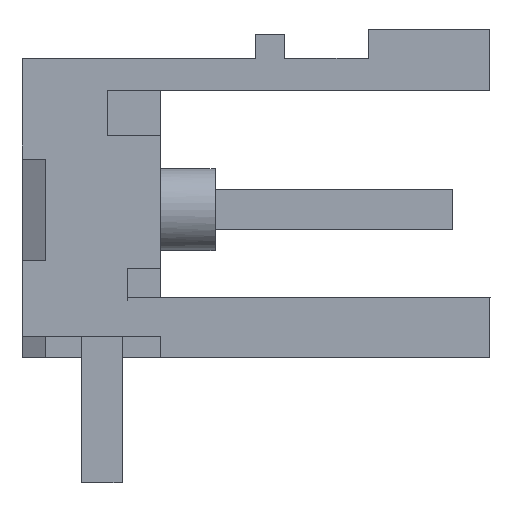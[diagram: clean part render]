
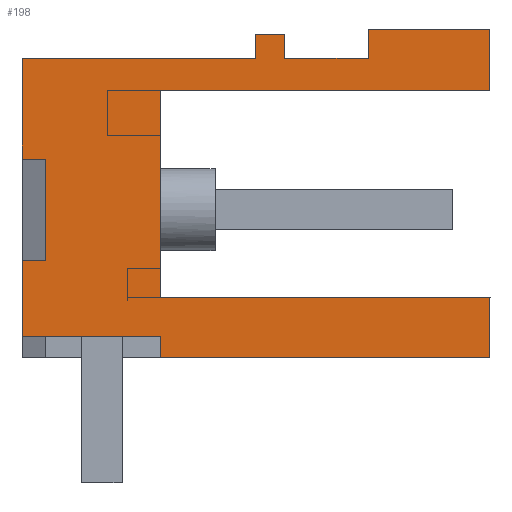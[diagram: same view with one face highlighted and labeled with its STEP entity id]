
A CAD part, left-side view. The second image highlights one B-rep face of the part: STEP entity #198.
In plain terms, the highlighted planar face has unit normal (-1, 0, 0).
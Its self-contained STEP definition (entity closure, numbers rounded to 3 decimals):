
#34=AXIS2_PLACEMENT_3D('Plane Axis2P3D',#31,#32,#33) ;
#31=CARTESIAN_POINT('Axis2P3D Location',(0.,12.,1.7)) ;
#36=CARTESIAN_POINT('Line Origine',(0.,12.,4.725)) ;
#40=CARTESIAN_POINT('Vertex',(0.,12.,5.7)) ;
#42=CARTESIAN_POINT('Vertex',(0.,12.,3.75)) ;
#45=CARTESIAN_POINT('Line Origine',(0.,10.225,3.75)) ;
#49=CARTESIAN_POINT('Vertex',(0.,8.45,3.75)) ;
#52=CARTESIAN_POINT('Line Origine',(0.,8.45,3.475)) ;
#56=CARTESIAN_POINT('Vertex',(0.,8.45,3.2)) ;
#59=CARTESIAN_POINT('Line Origine',(0.,4.225,3.2)) ;
#63=CARTESIAN_POINT('Vertex',(0.,0.,3.2)) ;
#66=CARTESIAN_POINT('Line Origine',(0.,0.,3.975)) ;
#70=CARTESIAN_POINT('Vertex',(0.,0.,4.75)) ;
#73=CARTESIAN_POINT('Line Origine',(0.,4.225,4.75)) ;
#77=CARTESIAN_POINT('Vertex',(0.,8.45,4.75)) ;
#80=CARTESIAN_POINT('Line Origine',(0.,8.45,7.407)) ;
#84=CARTESIAN_POINT('Vertex',(0.,8.45,10.063)) ;
#87=CARTESIAN_POINT('Line Origine',(0.,4.225,10.063)) ;
#91=CARTESIAN_POINT('Vertex',(0.,0.,10.063)) ;
#94=CARTESIAN_POINT('Line Origine',(0.,0.,10.846)) ;
#98=CARTESIAN_POINT('Vertex',(0.,0.,11.63)) ;
#101=CARTESIAN_POINT('Line Origine',(0.,1.56,11.63)) ;
#105=CARTESIAN_POINT('Vertex',(0.,3.12,11.63)) ;
#108=CARTESIAN_POINT('Line Origine',(0.,3.12,11.255)) ;
#112=CARTESIAN_POINT('Vertex',(0.,3.12,10.88)) ;
#115=CARTESIAN_POINT('Line Origine',(0.,4.195,10.88)) ;
#119=CARTESIAN_POINT('Vertex',(0.,5.27,10.88)) ;
#122=CARTESIAN_POINT('Line Origine',(0.,5.27,11.19)) ;
#126=CARTESIAN_POINT('Vertex',(0.,5.27,11.5)) ;
#129=CARTESIAN_POINT('Line Origine',(0.,5.645,11.5)) ;
#133=CARTESIAN_POINT('Vertex',(0.,6.02,11.5)) ;
#136=CARTESIAN_POINT('Line Origine',(0.,6.02,11.19)) ;
#140=CARTESIAN_POINT('Vertex',(0.,6.02,10.88)) ;
#143=CARTESIAN_POINT('Line Origine',(0.,9.01,10.88)) ;
#147=CARTESIAN_POINT('Vertex',(0.,12.,10.88)) ;
#150=CARTESIAN_POINT('Line Origine',(0.,12.,9.59)) ;
#154=CARTESIAN_POINT('Vertex',(0.,12.,8.3)) ;
#157=CARTESIAN_POINT('Line Origine',(0.,11.7,8.3)) ;
#161=CARTESIAN_POINT('Vertex',(0.,11.4,8.3)) ;
#164=CARTESIAN_POINT('Line Origine',(0.,11.4,7.)) ;
#168=CARTESIAN_POINT('Vertex',(0.,11.4,5.7)) ;
#171=CARTESIAN_POINT('Line Origine',(0.,11.7,5.7)) ;
#32=DIRECTION('Axis2P3D Direction',(-1.,0.,0.)) ;
#33=DIRECTION('Axis2P3D XDirection',(0.,-1.,0.)) ;
#37=DIRECTION('Vector Direction',(0.,0.,1.)) ;
#46=DIRECTION('Vector Direction',(0.,-1.,0.)) ;
#53=DIRECTION('Vector Direction',(0.,0.,1.)) ;
#60=DIRECTION('Vector Direction',(0.,-1.,0.)) ;
#67=DIRECTION('Vector Direction',(0.,0.,1.)) ;
#74=DIRECTION('Vector Direction',(0.,1.,0.)) ;
#81=DIRECTION('Vector Direction',(0.,0.,1.)) ;
#88=DIRECTION('Vector Direction',(0.,1.,0.)) ;
#95=DIRECTION('Vector Direction',(0.,0.,-1.)) ;
#102=DIRECTION('Vector Direction',(0.,1.,0.)) ;
#109=DIRECTION('Vector Direction',(0.,0.,1.)) ;
#116=DIRECTION('Vector Direction',(0.,1.,0.)) ;
#123=DIRECTION('Vector Direction',(0.,0.,1.)) ;
#130=DIRECTION('Vector Direction',(0.,-1.,0.)) ;
#137=DIRECTION('Vector Direction',(0.,0.,1.)) ;
#144=DIRECTION('Vector Direction',(0.,-1.,0.)) ;
#151=DIRECTION('Vector Direction',(0.,0.,1.)) ;
#158=DIRECTION('Vector Direction',(0.,1.,0.)) ;
#165=DIRECTION('Vector Direction',(0.,0.,1.)) ;
#172=DIRECTION('Vector Direction',(0.,-1.,0.)) ;
#38=VECTOR('Line Direction',#37,1.) ;
#47=VECTOR('Line Direction',#46,1.) ;
#54=VECTOR('Line Direction',#53,1.) ;
#61=VECTOR('Line Direction',#60,1.) ;
#68=VECTOR('Line Direction',#67,1.) ;
#75=VECTOR('Line Direction',#74,1.) ;
#82=VECTOR('Line Direction',#81,1.) ;
#89=VECTOR('Line Direction',#88,1.) ;
#96=VECTOR('Line Direction',#95,1.) ;
#103=VECTOR('Line Direction',#102,1.) ;
#110=VECTOR('Line Direction',#109,1.) ;
#117=VECTOR('Line Direction',#116,1.) ;
#124=VECTOR('Line Direction',#123,1.) ;
#131=VECTOR('Line Direction',#130,1.) ;
#138=VECTOR('Line Direction',#137,1.) ;
#145=VECTOR('Line Direction',#144,1.) ;
#152=VECTOR('Line Direction',#151,1.) ;
#159=VECTOR('Line Direction',#158,1.) ;
#166=VECTOR('Line Direction',#165,1.) ;
#173=VECTOR('Line Direction',#172,1.) ;
#177=ORIENTED_EDGE('',*,*,#44,.T.) ;
#178=ORIENTED_EDGE('',*,*,#51,.T.) ;
#179=ORIENTED_EDGE('',*,*,#58,.F.) ;
#180=ORIENTED_EDGE('',*,*,#65,.T.) ;
#181=ORIENTED_EDGE('',*,*,#72,.T.) ;
#182=ORIENTED_EDGE('',*,*,#79,.T.) ;
#183=ORIENTED_EDGE('',*,*,#86,.T.) ;
#184=ORIENTED_EDGE('',*,*,#93,.T.) ;
#185=ORIENTED_EDGE('',*,*,#100,.T.) ;
#186=ORIENTED_EDGE('',*,*,#107,.T.) ;
#187=ORIENTED_EDGE('',*,*,#114,.T.) ;
#188=ORIENTED_EDGE('',*,*,#121,.T.) ;
#189=ORIENTED_EDGE('',*,*,#128,.T.) ;
#190=ORIENTED_EDGE('',*,*,#135,.T.) ;
#191=ORIENTED_EDGE('',*,*,#142,.T.) ;
#192=ORIENTED_EDGE('',*,*,#149,.T.) ;
#193=ORIENTED_EDGE('',*,*,#156,.T.) ;
#194=ORIENTED_EDGE('',*,*,#163,.F.) ;
#195=ORIENTED_EDGE('',*,*,#170,.F.) ;
#196=ORIENTED_EDGE('',*,*,#175,.F.) ;
#198=ADVANCED_FACE('HOUSING',(#197),#35,.T.) ;
#44=EDGE_CURVE('',#41,#43,#39,.F.) ;
#51=EDGE_CURVE('',#43,#50,#48,.T.) ;
#58=EDGE_CURVE('',#57,#50,#55,.T.) ;
#65=EDGE_CURVE('',#57,#64,#62,.T.) ;
#72=EDGE_CURVE('',#64,#71,#69,.T.) ;
#79=EDGE_CURVE('',#71,#78,#76,.T.) ;
#86=EDGE_CURVE('',#78,#85,#83,.T.) ;
#93=EDGE_CURVE('',#85,#92,#90,.F.) ;
#100=EDGE_CURVE('',#92,#99,#97,.F.) ;
#107=EDGE_CURVE('',#99,#106,#104,.T.) ;
#114=EDGE_CURVE('',#106,#113,#111,.F.) ;
#121=EDGE_CURVE('',#113,#120,#118,.T.) ;
#128=EDGE_CURVE('',#120,#127,#125,.T.) ;
#135=EDGE_CURVE('',#127,#134,#132,.F.) ;
#142=EDGE_CURVE('',#134,#141,#139,.F.) ;
#149=EDGE_CURVE('',#141,#148,#146,.F.) ;
#156=EDGE_CURVE('',#148,#155,#153,.F.) ;
#163=EDGE_CURVE('',#162,#155,#160,.T.) ;
#170=EDGE_CURVE('',#169,#162,#167,.T.) ;
#175=EDGE_CURVE('',#41,#169,#174,.T.) ;
#176=EDGE_LOOP('',(#177,#178,#179,#180,#181,#182,#183,#184,#185,#186,#187,#188,#189,#190,#191,#192,#193,#194,#195,#196)) ;
#197=FACE_OUTER_BOUND('',#176,.T.) ;
#39=LINE('Line',#36,#38) ;
#48=LINE('Line',#45,#47) ;
#55=LINE('Line',#52,#54) ;
#62=LINE('Line',#59,#61) ;
#69=LINE('Line',#66,#68) ;
#76=LINE('Line',#73,#75) ;
#83=LINE('Line',#80,#82) ;
#90=LINE('Line',#87,#89) ;
#97=LINE('Line',#94,#96) ;
#104=LINE('Line',#101,#103) ;
#111=LINE('Line',#108,#110) ;
#118=LINE('Line',#115,#117) ;
#125=LINE('Line',#122,#124) ;
#132=LINE('Line',#129,#131) ;
#139=LINE('Line',#136,#138) ;
#146=LINE('Line',#143,#145) ;
#153=LINE('Line',#150,#152) ;
#160=LINE('Line',#157,#159) ;
#167=LINE('Line',#164,#166) ;
#174=LINE('Line',#171,#173) ;
#35=PLANE('',#34) ;
#41=VERTEX_POINT('',#40) ;
#43=VERTEX_POINT('',#42) ;
#50=VERTEX_POINT('',#49) ;
#57=VERTEX_POINT('',#56) ;
#64=VERTEX_POINT('',#63) ;
#71=VERTEX_POINT('',#70) ;
#78=VERTEX_POINT('',#77) ;
#85=VERTEX_POINT('',#84) ;
#92=VERTEX_POINT('',#91) ;
#99=VERTEX_POINT('',#98) ;
#106=VERTEX_POINT('',#105) ;
#113=VERTEX_POINT('',#112) ;
#120=VERTEX_POINT('',#119) ;
#127=VERTEX_POINT('',#126) ;
#134=VERTEX_POINT('',#133) ;
#141=VERTEX_POINT('',#140) ;
#148=VERTEX_POINT('',#147) ;
#155=VERTEX_POINT('',#154) ;
#162=VERTEX_POINT('',#161) ;
#169=VERTEX_POINT('',#168) ;
